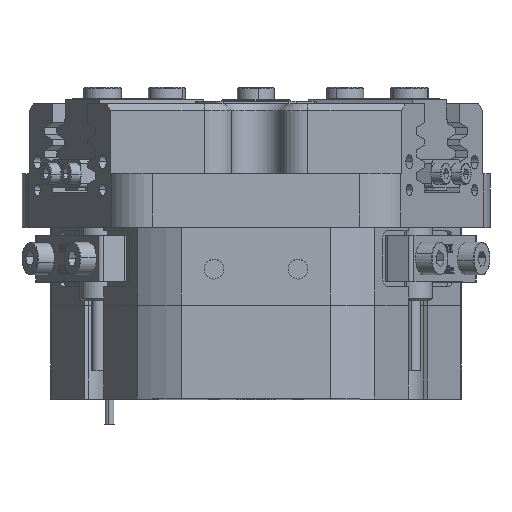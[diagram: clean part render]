
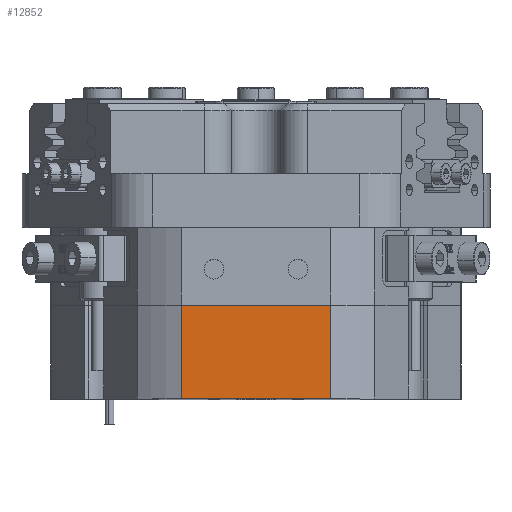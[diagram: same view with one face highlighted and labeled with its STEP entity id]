
A CAD part, top view. The second image highlights one B-rep face of the part: STEP entity #12852.
In plain terms, the highlighted planar face has unit normal (0, 0, 1).
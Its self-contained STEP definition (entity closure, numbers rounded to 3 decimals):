
#6691 = AXIS2_PLACEMENT_3D ( 'NONE', #17186, #30923, #26161 ) ;
#6857 = ORIENTED_EDGE ( 'NONE', *, *, #26601, .F. ) ;
#7376 = ORIENTED_EDGE ( 'NONE', *, *, #49744, .T. ) ;
#7782 = CARTESIAN_POINT ( 'NONE',  ( -15.969, 20.1, 41. ) ) ;
#9653 = VERTEX_POINT ( 'NONE', #32881 ) ;
#12852 = ADVANCED_FACE ( 'NONE', ( #47738 ), #39873, .T. ) ;
#13099 = CARTESIAN_POINT ( 'NONE',  ( 15.969, 20.1, 41. ) ) ;
#14222 = CARTESIAN_POINT ( 'NONE',  ( 0., 0., 41. ) ) ;
#16815 = CARTESIAN_POINT ( 'NONE',  ( -15.969, 0., 41. ) ) ;
#17186 = CARTESIAN_POINT ( 'NONE',  ( -71.014, 0., 41. ) ) ;
#18335 = EDGE_CURVE ( 'NONE', #42606, #38515, #55159, .T. ) ;
#20621 = EDGE_LOOP ( 'NONE', ( #23493, #44924, #7376, #6857 ) ) ;
#23403 = DIRECTION ( 'NONE',  ( 1., 0., 0. ) ) ;
#23493 = ORIENTED_EDGE ( 'NONE', *, *, #48382, .T. ) ;
#26161 = DIRECTION ( 'NONE',  ( 1., 0., 0. ) ) ;
#26601 = EDGE_CURVE ( 'NONE', #30617, #9653, #41370, .T. ) ;
#29273 = VECTOR ( 'NONE', #52218, 1000. ) ;
#30249 = VECTOR ( 'NONE', #23403, 1000. ) ;
#30617 = VERTEX_POINT ( 'NONE', #7782 ) ;
#30886 = DIRECTION ( 'NONE',  ( 0., 1., 0. ) ) ;
#30923 = DIRECTION ( 'NONE',  ( 0., 0., 1. ) ) ;
#32881 = CARTESIAN_POINT ( 'NONE',  ( 15.969, 20.1, 41. ) ) ;
#34250 = DIRECTION ( 'NONE',  ( 0., -1., 0. ) ) ;
#38457 = CARTESIAN_POINT ( 'NONE',  ( -71.014, 20.1, 41. ) ) ;
#38515 = VERTEX_POINT ( 'NONE', #53459 ) ;
#39873 = PLANE ( 'NONE',  #6691 ) ;
#41370 = LINE ( 'NONE', #38457, #29273 ) ;
#42606 = VERTEX_POINT ( 'NONE', #16815 ) ;
#44924 = ORIENTED_EDGE ( 'NONE', *, *, #18335, .T. ) ;
#46351 = VECTOR ( 'NONE', #30886, 1000. ) ;
#47738 = FACE_OUTER_BOUND ( 'NONE', #20621, .T. ) ;
#48382 = EDGE_CURVE ( 'NONE', #30617, #42606, #48651, .T. ) ;
#48651 = LINE ( 'NONE', #52751, #52189 ) ;
#49744 = EDGE_CURVE ( 'NONE', #38515, #9653, #58477, .T. ) ;
#52189 = VECTOR ( 'NONE', #34250, 1000. ) ;
#52218 = DIRECTION ( 'NONE',  ( 1., 0., 0. ) ) ;
#52751 = CARTESIAN_POINT ( 'NONE',  ( -15.969, 20.1, 41. ) ) ;
#53459 = CARTESIAN_POINT ( 'NONE',  ( 15.969, 0., 41. ) ) ;
#55159 = LINE ( 'NONE', #14222, #30249 ) ;
#58477 = LINE ( 'NONE', #13099, #46351 ) ;
